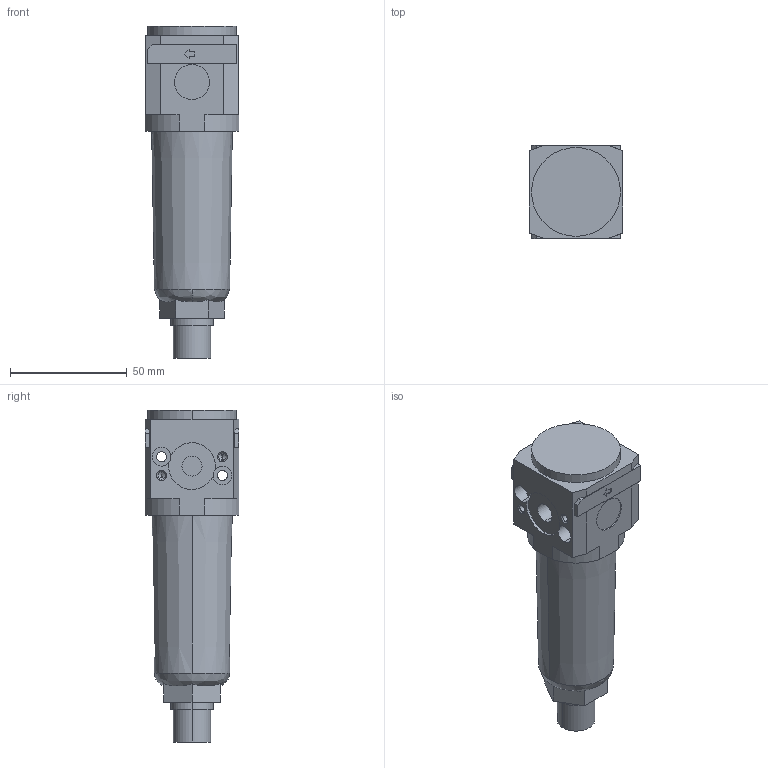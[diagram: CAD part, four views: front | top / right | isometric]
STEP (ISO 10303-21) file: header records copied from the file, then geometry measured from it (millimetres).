
FILE_DESCRIPTION((''),'2;1');
FILE_NAME('17001A_.stp','2003-06-16T14:36:10',('maffial1'),(''),'Autodesk Inventor 7','Autodesk Inventor 7','');
FILE_SCHEMA(('AUTOMOTIVE_DESIGN { 1 0 10303 214 1 1 1 1 }'));
Length unit declared in the file: millimetre
Products named in the file (1): 17001A_
Bounding box: 40 x 40 x 142 mm (x, y, z)
Volume: 131384.5 mm3; surface area: 24347.5 mm2
Topology: 1 solids, 3 shells, 156 faces, 394 edges, 252 vertices
Faces by surface type: bspline 57, plane 55, cylinder 34, cone 10
Entity records: 5089 total; most frequent: CARTESIAN_POINT 1440, ORIENTED_EDGE 772, DIRECTION 706, EDGE_CURVE 386, VERTEX_POINT 252, VECTOR 242, LINE 242, AXIS2_PLACEMENT_3D 232
